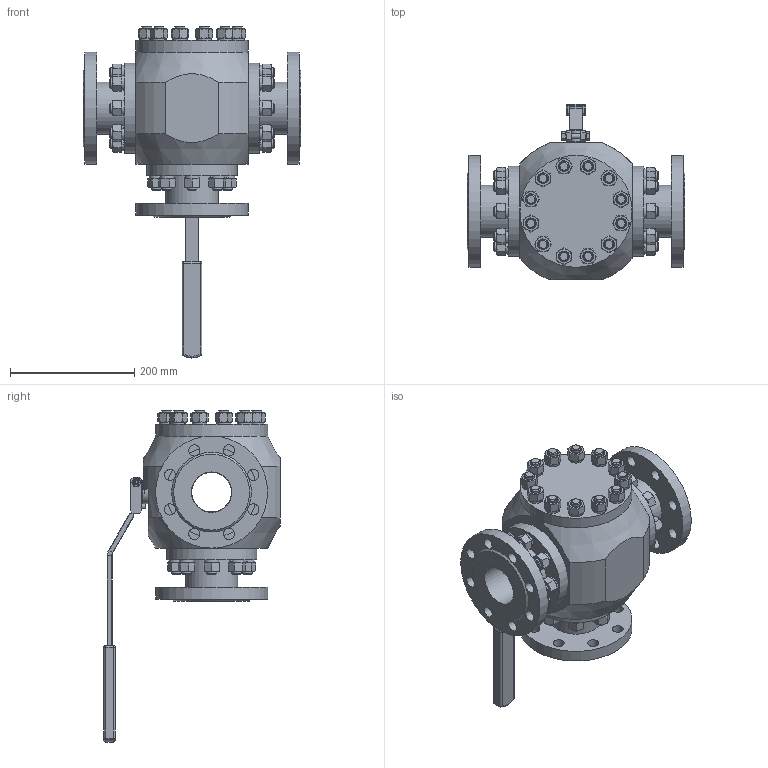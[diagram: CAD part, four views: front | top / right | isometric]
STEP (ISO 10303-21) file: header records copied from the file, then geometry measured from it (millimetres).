
FILE_DESCRIPTION(('STEP AP203'), '1');
FILE_NAME('埡39.140.065.000 - 扰鳧', '2019-01-30T05:58:57', ('User'), (''), 'ASCON STEP Converter 1.6', 'ASCON Math Kernel', '');
FILE_SCHEMA(('CONFIG_CONTROL_DESIGN'));
Length unit declared in the file: millimetre
Products named in the file (1): 埡39.140.065.000
Bounding box: 350 x 283 x 533.47 mm (x, y, z)
Volume: 8547177.9 mm3; surface area: 710429.4 mm2
Topology: 2 solids, 2 shells, 1528 faces, 3644 edges, 2188 vertices
Faces by surface type: plane 630, cone 623, cylinder 261, sphere 8, torus 6
Full cylindrical faces by diameter (mm): 8 x3, 9 x2, 13 x1, 16 x72, 18 x60, 21.8 x1, 24 x2, 25 x1, 34.5 x1, 35 x1, 37 x1, 38 x1, 40 x1, 64 x5, 65 x3, 66 x3, 84 x3, 145 x3, 180 x4
Entity records: 76209 total; most frequent: CARTESIAN_POINT 31009, DIRECTION 6746, ORIENTED_EDGE 6606, EDGE_CURVE 3303, AXIS2_PLACEMENT_3D 3012, VERTEX_POINT 2188, EDGE_LOOP 2067, FACE_BOUND 1735
